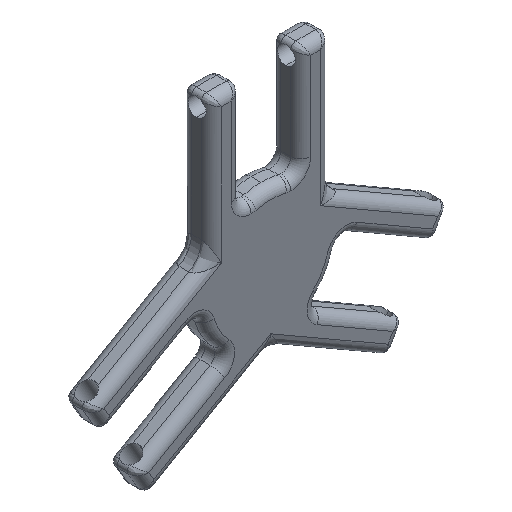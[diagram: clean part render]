
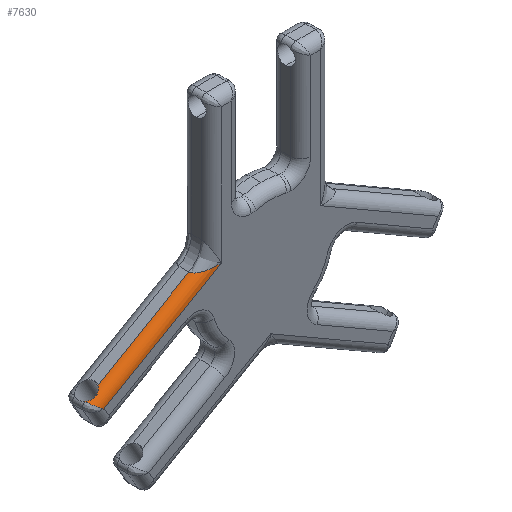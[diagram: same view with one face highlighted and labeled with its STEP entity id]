
A CAD part, isometric view. The second image highlights one B-rep face of the part: STEP entity #7630.
In plain terms, the highlighted cylindrical face has radius 35 mm (diameter 70 mm), a partial arc.
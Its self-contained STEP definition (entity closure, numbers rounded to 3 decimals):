
#243 = CARTESIAN_POINT ( 'NONE',  ( -574.869, -17.5, -89.414 ) ) ;
#350 = CARTESIAN_POINT ( 'NONE',  ( -614.705, -24.197, -113.157 ) ) ;
#388 = CARTESIAN_POINT ( 'NONE',  ( -587.641, -29.827, -99.376 ) ) ;
#403 = CARTESIAN_POINT ( 'NONE',  ( -253.75, -17.5, 95.984 ) ) ;
#410 = ORIENTED_EDGE ( 'NONE', *, *, #4265, .F. ) ;
#431 = CARTESIAN_POINT ( 'NONE',  ( -618.899, -19.619, -114.892 ) ) ;
#495 = DIRECTION ( 'NONE',  ( 0.866, 0., 0.5 ) ) ;
#543 = LINE ( 'NONE', #4653, #2444 ) ;
#1020 = CARTESIAN_POINT ( 'NONE',  ( -593.324, -31.34, -103.362 ) ) ;
#1066 = CARTESIAN_POINT ( 'NONE',  ( -597.232, -31.5, -105.699 ) ) ;
#1151 = CARTESIAN_POINT ( 'NONE',  ( -578.239, -22.482, -91.758 ) ) ;
#1508 = LINE ( 'NONE', #4851, #4096 ) ;
#1667 = DIRECTION ( 'NONE',  ( 0.866, 0., 0.5 ) ) ;
#1691 = CARTESIAN_POINT ( 'NONE',  ( -576.155, -19.619, -90.214 ) ) ;
#1739 = CARTESIAN_POINT ( 'NONE',  ( -605.789, -29.613, -109.761 ) ) ;
#1772 = CARTESIAN_POINT ( 'NONE',  ( -175., -52.5, 101.036 ) ) ;
#1784 = CARTESIAN_POINT ( 'NONE',  ( -588.635, -30.219, -100.124 ) ) ;
#1823 = CARTESIAN_POINT ( 'NONE',  ( -604.074, -30.22, -109.038 ) ) ;
#1827 = FACE_OUTER_BOUND ( 'NONE', #5117, .T. ) ;
#1876 = VERTEX_POINT ( 'NONE', #7751 ) ;
#2090 = EDGE_CURVE ( 'NONE', #7836, #5790, #1508, .T. ) ;
#2186 = DIRECTION ( 'NONE',  ( -0.866, 0., -0.5 ) ) ;
#2373 = ORIENTED_EDGE ( 'NONE', *, *, #4358, .T. ) ;
#2412 = CARTESIAN_POINT ( 'NONE',  ( -583.029, -27.172, -95.692 ) ) ;
#2444 = VECTOR ( 'NONE', #5521, 1000. ) ;
#2461 = CARTESIAN_POINT ( 'NONE',  ( -620.235, -17.5, -115.605 ) ) ;
#2502 = CARTESIAN_POINT ( 'NONE',  ( -619.604, -18.589, -115.242 ) ) ;
#2531 = CARTESIAN_POINT ( 'NONE',  ( -253.75, -17.5, 95.984 ) ) ;
#2541 = CARTESIAN_POINT ( 'NONE',  ( -587.15, -29.611, -99. ) ) ;
#2544 = VERTEX_POINT ( 'NONE', #403 ) ;
#2575 = CARTESIAN_POINT ( 'NONE',  ( -221.131, -52.5, 98.077 ) ) ;
#2684 = CARTESIAN_POINT ( 'NONE',  ( -620.285, -17.5, -115.635 ) ) ;
#2761 = ORIENTED_EDGE ( 'NONE', *, *, #8045, .T. ) ;
#3073 = CARTESIAN_POINT ( 'NONE',  ( -611.751, -26.505, -112.058 ) ) ;
#3113 = CARTESIAN_POINT ( 'NONE',  ( -584.797, -28.379, -97.14 ) ) ;
#3199 = CARTESIAN_POINT ( 'NONE',  ( -603.503, -30.396, -108.788 ) ) ;
#3736 = CARTESIAN_POINT ( 'NONE',  ( -610.713, -27.175, -111.676 ) ) ;
#3775 = CARTESIAN_POINT ( 'NONE',  ( -590.667, -30.866, -101.596 ) ) ;
#3815 = CARTESIAN_POINT ( 'NONE',  ( -601.788, -30.865, -108.016 ) ) ;
#3861 = CARTESIAN_POINT ( 'NONE',  ( -579.749, -24.191, -92.974 ) ) ;
#3865 = CYLINDRICAL_SURFACE ( 'NONE', #8695, 35. ) ;
#3972 = LINE ( 'NONE', #6608, #7517 ) ;
#4096 = VECTOR ( 'NONE', #2186, 1000. ) ;
#4130 = VERTEX_POINT ( 'NONE', #243 ) ;
#4152 = CARTESIAN_POINT ( 'NONE',  ( -620.285, -38.003, -115.635 ) ) ;
#4265 = EDGE_CURVE ( 'NONE', #5140, #1876, #3972, .T. ) ;
#4358 = EDGE_CURVE ( 'NONE', #5140, #5790, #6089, .T. ) ;
#4404 = CARTESIAN_POINT ( 'NONE',  ( -574.869, -17.5, -89.414 ) ) ;
#4452 = CARTESIAN_POINT ( 'NONE',  ( -605.217, -29.829, -109.524 ) ) ;
#4496 = CARTESIAN_POINT ( 'NONE',  ( -579.365, -23.774, -92.661 ) ) ;
#4524 = CARTESIAN_POINT ( 'NONE',  ( -175., -52.5, 101.036 ) ) ;
#4534 = CARTESIAN_POINT ( 'NONE',  ( -577.524, -21.565, -91.204 ) ) ;
#4653 = CARTESIAN_POINT ( 'NONE',  ( -210., -17.5, 121.244 ) ) ;
#4851 = CARTESIAN_POINT ( 'NONE',  ( -617.941, -52.5, -154.696 ) ) ;
#4999 = CARTESIAN_POINT ( 'NONE',  ( -913.521, -17.5, -325.349 ) ) ;
#5117 = EDGE_LOOP ( 'NONE', ( #7655, #2761, #8467, #7701, #410, #2373 ) ) ;
#5118 = CARTESIAN_POINT ( 'NONE',  ( -617.355, -21.566, -114.201 ) ) ;
#5140 = VERTEX_POINT ( 'NONE', #5421 ) ;
#5162 = CARTESIAN_POINT ( 'NONE',  ( -580.538, -24.997, -93.622 ) ) ;
#5205 = CARTESIAN_POINT ( 'NONE',  ( -598.368, -31.418, -106.313 ) ) ;
#5390 = CARTESIAN_POINT ( 'NONE',  ( -606.759, -52.5, -124.565 ) ) ;
#5421 = CARTESIAN_POINT ( 'NONE',  ( -620.285, -17.5, -115.635 ) ) ;
#5521 = DIRECTION ( 'NONE',  ( 0.866, 0., 0.5 ) ) ;
#5790 = VERTEX_POINT ( 'NONE', #7437 ) ;
#5791 = CARTESIAN_POINT ( 'NONE',  ( -608.577, -28.38, -110.87 ) ) ;
#5837 = CARTESIAN_POINT ( 'NONE',  ( -615.17, -23.779, -113.334 ) ) ;
#6089 =( BOUNDED_CURVE ( )  B_SPLINE_CURVE ( 3, ( #2684, #4152, #5390, #6777 ),
 .UNSPECIFIED., .F., .F. ) 
 B_SPLINE_CURVE_WITH_KNOTS ( ( 4, 4 ),
 ( 0., 1.571 ),
 .UNSPECIFIED. ) 
 CURVE ( )  GEOMETRIC_REPRESENTATION_ITEM ( )  RATIONAL_B_SPLINE_CURVE ( ( 1., 0.805, 0.805, 1. ) ) 
 REPRESENTATION_ITEM ( '' )  );
#6213 = EDGE_CURVE ( 'NONE', #1876, #4130, #7372, .T. ) ;
#6461 = CARTESIAN_POINT ( 'NONE',  ( -595.534, -31.5, -104.719 ) ) ;
#6499 = CARTESIAN_POINT ( 'NONE',  ( -591.712, -31.102, -102.314 ) ) ;
#6608 = CARTESIAN_POINT ( 'NONE',  ( -210., -17.5, 121.244 ) ) ;
#6614 = CARTESIAN_POINT ( 'NONE',  ( -253.75, -38.003, 95.984 ) ) ;
#6654 = EDGE_CURVE ( 'NONE', #4130, #2544, #543, .T. ) ;
#6777 = CARTESIAN_POINT ( 'NONE',  ( -587.63, -52.5, -137.196 ) ) ;
#7076 = CARTESIAN_POINT ( 'NONE',  ( -613.254, -25.393, -112.614 ) ) ;
#7119 = CARTESIAN_POINT ( 'NONE',  ( -593.868, -31.4, -103.707 ) ) ;
#7162 = CARTESIAN_POINT ( 'NONE',  ( -600.646, -31.101, -107.472 ) ) ;
#7201 = CARTESIAN_POINT ( 'NONE',  ( -575.5, -18.59, -89.778 ) ) ;
#7372 = B_SPLINE_CURVE_WITH_KNOTS ( 'NONE', 3,
 ( #2461, #2502, #431, #5118, #7881, #5837, #350, #7785, #7076, #3073, #3736, #5791, #8606, #1739, #4452, #1823, #3199, #3815, #7162, #5205, #1066, #6461, #8560, #7119, #1020, #6499, #3775, #7835, #1784, #388, #2541, #8513, #3113, #2412, #8468, #7742, #5162, #3861, #4496, #1151, #4534, #1691, #7201, #4404 ),
 .UNSPECIFIED., .F., .F.,
 ( 4, 2, 2, 2, 2, 2, 2, 2, 2, 2, 2, 2, 2, 2, 2, 2, 2, 2, 2, 2, 2, 4 ),
 ( 0., 0.004, 0.008, 0.01, 0.012, 0.015, 0.019, 0.021, 0.023, 0.027, 0.031, 0.033, 0.035, 0.039, 0.041, 0.043, 0.046, 0.05, 0.052, 0.054, 0.058, 0.062 ),
 .UNSPECIFIED. ) ;
#7437 = CARTESIAN_POINT ( 'NONE',  ( -587.63, -52.5, -137.196 ) ) ;
#7517 = VECTOR ( 'NONE', #495, 1000. ) ;
#7630 = ADVANCED_FACE ( 'NONE', ( #1827 ), #3865, .T. ) ;
#7655 = ORIENTED_EDGE ( 'NONE', *, *, #2090, .F. ) ;
#7701 = ORIENTED_EDGE ( 'NONE', *, *, #6213, .F. ) ;
#7742 = CARTESIAN_POINT ( 'NONE',  ( -580.944, -25.387, -93.958 ) ) ;
#7751 = CARTESIAN_POINT ( 'NONE',  ( -620.235, -17.5, -115.605 ) ) ;
#7759 = DIRECTION ( 'NONE',  ( 0.5, 0., -0.866 ) ) ;
#7785 = CARTESIAN_POINT ( 'NONE',  ( -613.747, -25.004, -112.797 ) ) ;
#7835 = CARTESIAN_POINT ( 'NONE',  ( -589.138, -30.395, -100.495 ) ) ;
#7836 = VERTEX_POINT ( 'NONE', #1772 ) ;
#7881 = CARTESIAN_POINT ( 'NONE',  ( -616.517, -22.484, -113.858 ) ) ;
#7920 =( BOUNDED_CURVE ( )  B_SPLINE_CURVE ( 3, ( #4524, #2575, #6614, #2531 ),
 .UNSPECIFIED., .F., .F. ) 
 B_SPLINE_CURVE_WITH_KNOTS ( ( 4, 4 ),
 ( 1.571, 3.142 ),
 .UNSPECIFIED. ) 
 CURVE ( )  GEOMETRIC_REPRESENTATION_ITEM ( )  RATIONAL_B_SPLINE_CURVE ( ( 1., 0.805, 0.805, 1. ) ) 
 REPRESENTATION_ITEM ( '' )  );
#8045 = EDGE_CURVE ( 'NONE', #7836, #2544, #7920, .T. ) ;
#8467 = ORIENTED_EDGE ( 'NONE', *, *, #6654, .F. ) ;
#8468 = CARTESIAN_POINT ( 'NONE',  ( -582.179, -26.501, -94.983 ) ) ;
#8513 = CARTESIAN_POINT ( 'NONE',  ( -585.714, -28.913, -97.88 ) ) ;
#8560 = CARTESIAN_POINT ( 'NONE',  ( -594.973, -31.48, -104.384 ) ) ;
#8606 = CARTESIAN_POINT ( 'NONE',  ( -607.478, -28.915, -110.446 ) ) ;
#8695 = AXIS2_PLACEMENT_3D ( 'NONE', #4999, #1667, #7759 ) ;
